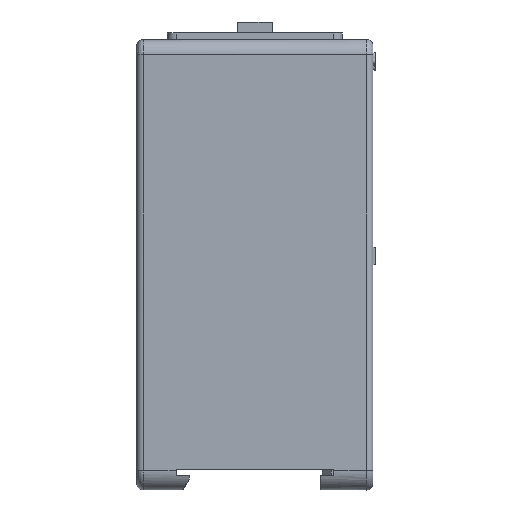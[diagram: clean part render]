
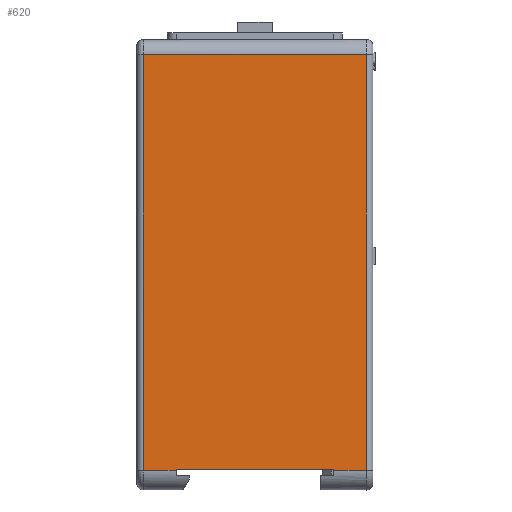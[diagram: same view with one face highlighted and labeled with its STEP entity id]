
A CAD part, left-side view. The second image highlights one B-rep face of the part: STEP entity #620.
In plain terms, the highlighted planar face has unit normal (-1, 0, 0).
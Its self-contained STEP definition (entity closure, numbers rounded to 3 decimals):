
#369=FACE_OUTER_BOUND('',#1103,.T.);
#620=ADVANCED_FACE('',(#369),#848,.T.);
#848=PLANE('',#4943);
#1103=EDGE_LOOP('',(#1738,#1739,#1740,#1741,#1742,#1743,#1744,#1745,#1746,
#1747));
#1312=B_SPLINE_CURVE_WITH_KNOTS('',3,(#6526,#6527,#6528,#6529),
 .UNSPECIFIED.,.F.,.F.,(4,4),(0.,1.),.UNSPECIFIED.);
#1333=B_SPLINE_CURVE_WITH_KNOTS('',3,(#6857,#6858,#6859,#6860),
 .UNSPECIFIED.,.F.,.F.,(4,4),(0.,1.),.UNSPECIFIED.);
#1353=B_SPLINE_CURVE_WITH_KNOTS('',3,(#7320,#7321,#7322,#7323),
 .UNSPECIFIED.,.F.,.F.,(4,4),(0.,1.),.UNSPECIFIED.);
#1738=ORIENTED_EDGE('',*,*,#3383,.T.);
#1739=ORIENTED_EDGE('',*,*,#3384,.T.);
#1740=ORIENTED_EDGE('',*,*,#3385,.T.);
#1741=ORIENTED_EDGE('',*,*,#3386,.T.);
#1742=ORIENTED_EDGE('',*,*,#3387,.T.);
#1743=ORIENTED_EDGE('',*,*,#3284,.T.);
#1744=ORIENTED_EDGE('',*,*,#3321,.F.);
#1745=ORIENTED_EDGE('',*,*,#3274,.T.);
#1746=ORIENTED_EDGE('',*,*,#3388,.F.);
#1747=ORIENTED_EDGE('',*,*,#3389,.T.);
#2810=VERTEX_POINT('',#6530);
#2811=VERTEX_POINT('',#6531);
#2820=VERTEX_POINT('',#6604);
#2821=VERTEX_POINT('',#6606);
#2900=VERTEX_POINT('',#7311);
#2901=VERTEX_POINT('',#7312);
#2902=VERTEX_POINT('',#7314);
#2903=VERTEX_POINT('',#7316);
#2904=VERTEX_POINT('',#7318);
#2905=VERTEX_POINT('',#7324);
#3274=EDGE_CURVE('',#2810,#2811,#1312,.T.);
#3284=EDGE_CURVE('',#2821,#2820,#3923,.T.);
#3321=EDGE_CURVE('',#2810,#2820,#1333,.T.);
#3383=EDGE_CURVE('',#2900,#2901,#3970,.T.);
#3384=EDGE_CURVE('',#2901,#2902,#3971,.T.);
#3385=EDGE_CURVE('',#2902,#2903,#3972,.T.);
#3386=EDGE_CURVE('',#2903,#2904,#3973,.T.);
#3387=EDGE_CURVE('',#2904,#2821,#3974,.T.);
#3388=EDGE_CURVE('',#2905,#2811,#1353,.T.);
#3389=EDGE_CURVE('',#2905,#2900,#3975,.T.);
#3923=LINE('',#6605,#4422);
#3970=LINE('',#7310,#4469);
#3971=LINE('',#7313,#4470);
#3972=LINE('',#7315,#4471);
#3973=LINE('',#7317,#4472);
#3974=LINE('',#7319,#4473);
#3975=LINE('',#7325,#4474);
#4422=VECTOR('',#5318,1.);
#4469=VECTOR('',#5405,1.);
#4470=VECTOR('',#5406,1.);
#4471=VECTOR('',#5407,1.);
#4472=VECTOR('',#5408,1.);
#4473=VECTOR('',#5409,1.);
#4474=VECTOR('',#5410,1.);
#4943=AXIS2_PLACEMENT_3D('',#7326,#5411,#5412);
#5318=DIRECTION('',(0.,-1.,0.));
#5405=DIRECTION('',(0.,0.,1.));
#5406=DIRECTION('',(0.,-1.,0.));
#5407=DIRECTION('',(0.,-1.,0.));
#5408=DIRECTION('',(0.,-1.,0.));
#5409=DIRECTION('',(0.,0.,-1.));
#5410=DIRECTION('',(0.,-1.,0.));
#5411=DIRECTION('',(-1.,0.,0.));
#5412=DIRECTION('',(0.,0.,1.));
#6526=CARTESIAN_POINT('',(0.,1.5,99.5));
#6527=CARTESIAN_POINT('',(0.,18.5,99.5));
#6528=CARTESIAN_POINT('',(0.,35.5,99.5));
#6529=CARTESIAN_POINT('',(0.,52.5,99.5));
#6530=CARTESIAN_POINT('',(0.,1.5,99.5));
#6531=CARTESIAN_POINT('',(0.,52.5,99.5));
#6604=CARTESIAN_POINT('',(0.,1.5,4.5));
#6605=CARTESIAN_POINT('',(0.,5.25,4.5));
#6606=CARTESIAN_POINT('',(0.,9.,4.5));
#6857=CARTESIAN_POINT('',(0.,1.5,99.5));
#6858=CARTESIAN_POINT('',(0.,1.5,67.833));
#6859=CARTESIAN_POINT('',(0.,1.5,36.167));
#6860=CARTESIAN_POINT('',(0.,1.5,4.5));
#7310=CARTESIAN_POINT('',(0.,45.,4.625));
#7311=CARTESIAN_POINT('',(0.,45.,4.5));
#7312=CARTESIAN_POINT('',(0.,45.,4.75));
#7313=CARTESIAN_POINT('',(0.,43.5,4.75));
#7314=CARTESIAN_POINT('',(0.,42.,4.75));
#7315=CARTESIAN_POINT('',(0.,27.,4.75));
#7316=CARTESIAN_POINT('',(0.,12.,4.75));
#7317=CARTESIAN_POINT('',(0.,10.5,4.75));
#7318=CARTESIAN_POINT('',(0.,9.,4.75));
#7319=CARTESIAN_POINT('',(0.,9.,4.625));
#7320=CARTESIAN_POINT('',(0.,52.5,4.5));
#7321=CARTESIAN_POINT('',(0.,52.5,36.167));
#7322=CARTESIAN_POINT('',(0.,52.5,67.833));
#7323=CARTESIAN_POINT('',(0.,52.5,99.5));
#7324=CARTESIAN_POINT('',(0.,52.5,4.5));
#7325=CARTESIAN_POINT('',(0.,48.75,4.5));
#7326=CARTESIAN_POINT('',(0.,1.5,4.5));
